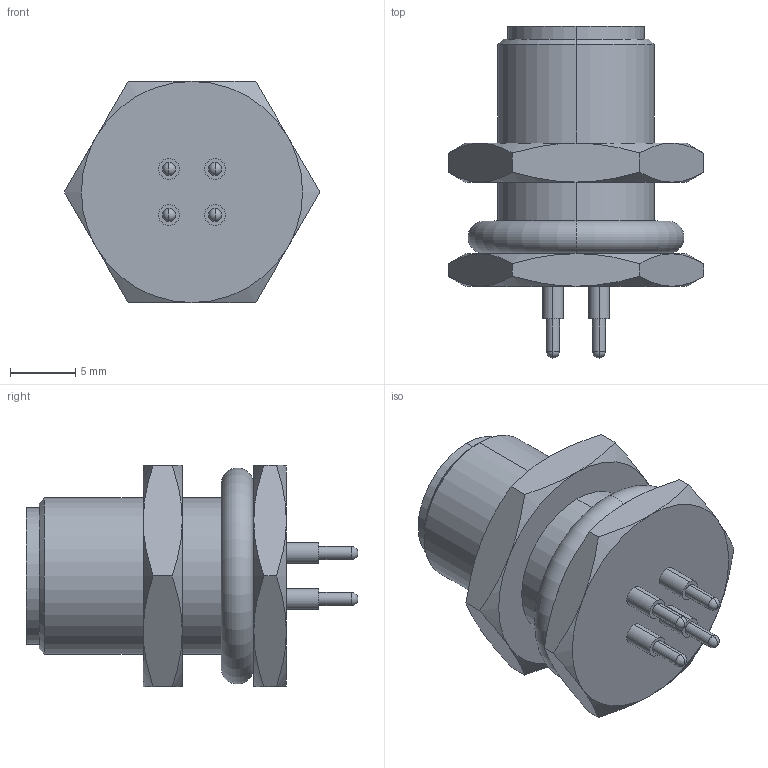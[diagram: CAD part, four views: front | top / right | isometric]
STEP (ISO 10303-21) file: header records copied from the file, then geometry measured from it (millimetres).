
FILE_DESCRIPTION (( 'STEP AP203' ), '1' );
FILE_NAME ('P208-4P(A-Coding).STEP', '2020-08-08T02:26:52', ( 'edpusr' ), ( 'Microsoft' ), 'SwSTEP 2.0', 'SolidWorks 2015', '' );
FILE_SCHEMA (( 'CONFIG_CONTROL_DESIGN' ));
Length unit declared in the file: millimetre
Products named in the file (1): P208-4P(A-Coding)
Bounding box: 19.63 x 25.5 x 17 mm (x, y, z)
Volume: 2751.9 mm3; surface area: 2236.2 mm2
Topology: 1 solids, 1 shells, 104 faces, 246 edges, 149 vertices
Faces by surface type: cylinder 36, cone 28, plane 26, sphere 12, torus 2
Entity records: 3031 total; most frequent: CARTESIAN_POINT 728, DIRECTION 492, ORIENTED_EDGE 436, EDGE_CURVE 218, AXIS2_PLACEMENT_3D 217, VERTEX_POINT 133, EDGE_LOOP 121, CIRCLE 112
